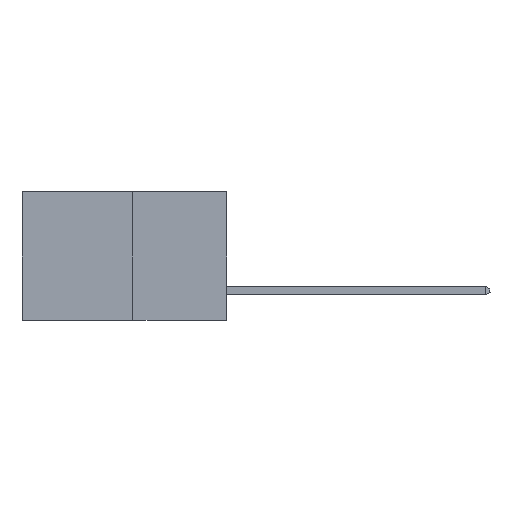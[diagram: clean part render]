
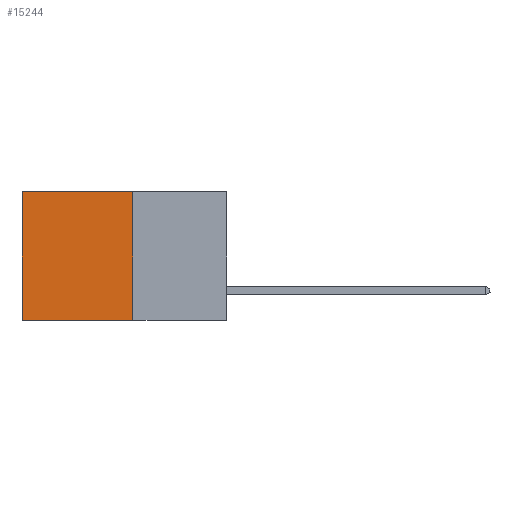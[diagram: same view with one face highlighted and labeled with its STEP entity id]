
A CAD part, left-side view. The second image highlights one B-rep face of the part: STEP entity #15244.
In plain terms, the highlighted planar face has unit normal (-1, 0, 0).
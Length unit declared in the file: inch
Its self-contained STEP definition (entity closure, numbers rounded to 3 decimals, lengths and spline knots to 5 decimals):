
#3107 = LINE ( 'NONE', #18205, #19894 ) ;
#3801 = ORIENTED_EDGE ( 'NONE', *, *, #18762, .F. ) ;
#4490 = CARTESIAN_POINT ( 'NONE',  ( 0.277, 0.27, -0.37 ) ) ;
#6383 = FACE_OUTER_BOUND ( 'NONE', #27133, .T. ) ;
#7416 = CARTESIAN_POINT ( 'NONE',  ( 0.277, 0.59, 0. ) ) ;
#8285 = DIRECTION ( 'NONE',  ( 1., 0., 0. ) ) ;
#8324 = ORIENTED_EDGE ( 'NONE', *, *, #16028, .T. ) ;
#9128 = DIRECTION ( 'NONE',  ( 0., 1., 0. ) ) ;
#9325 = LINE ( 'NONE', #24518, #10043 ) ;
#10043 = VECTOR ( 'NONE', #26821, 39.37008 ) ;
#10391 = VECTOR ( 'NONE', #15863, 39.37008 ) ;
#11100 = LINE ( 'NONE', #22687, #10391 ) ;
#11462 = CARTESIAN_POINT ( 'NONE',  ( 0.277, 0.27, -0.37 ) ) ;
#11637 = EDGE_CURVE ( 'NONE', #17884, #27761, #17253, .T. ) ;
#14858 = VERTEX_POINT ( 'NONE', #7416 ) ;
#15244 = ADVANCED_FACE ( 'NONE', ( #6383 ), #24194, .F. ) ;
#15814 = VECTOR ( 'NONE', #20452, 39.37008 ) ;
#15863 = DIRECTION ( 'NONE',  ( 0., 1., 0. ) ) ;
#16028 = EDGE_CURVE ( 'NONE', #17884, #14858, #3107, .T. ) ;
#16119 = ORIENTED_EDGE ( 'NONE', *, *, #11637, .F. ) ;
#17253 = LINE ( 'NONE', #4490, #15814 ) ;
#17396 = VERTEX_POINT ( 'NONE', #22860 ) ;
#17884 = VERTEX_POINT ( 'NONE', #29089 ) ;
#18205 = CARTESIAN_POINT ( 'NONE',  ( 0.277, 0.27, 0. ) ) ;
#18613 = EDGE_CURVE ( 'NONE', #14858, #17396, #9325, .T. ) ;
#18762 = EDGE_CURVE ( 'NONE', #27761, #17396, #11100, .T. ) ;
#19894 = VECTOR ( 'NONE', #9128, 39.37008 ) ;
#20452 = DIRECTION ( 'NONE',  ( 0., 0., -1. ) ) ;
#21978 = CARTESIAN_POINT ( 'NONE',  ( 0.277, 0.27, -0.37 ) ) ;
#22687 = CARTESIAN_POINT ( 'NONE',  ( 0.277, 0.27, -0.37 ) ) ;
#22860 = CARTESIAN_POINT ( 'NONE',  ( 0.277, 0.59, -0.37 ) ) ;
#23702 = AXIS2_PLACEMENT_3D ( 'NONE', #21978, #8285, #24292 ) ;
#24194 = PLANE ( 'NONE',  #23702 ) ;
#24292 = DIRECTION ( 'NONE',  ( 0., 0., -1. ) ) ;
#24518 = CARTESIAN_POINT ( 'NONE',  ( 0.277, 0.59, -0.37 ) ) ;
#24633 = ORIENTED_EDGE ( 'NONE', *, *, #18613, .T. ) ;
#26821 = DIRECTION ( 'NONE',  ( 0., 0., -1. ) ) ;
#27133 = EDGE_LOOP ( 'NONE', ( #24633, #3801, #16119, #8324 ) ) ;
#27761 = VERTEX_POINT ( 'NONE', #11462 ) ;
#29089 = CARTESIAN_POINT ( 'NONE',  ( 0.277, 0.27, 0. ) ) ;
